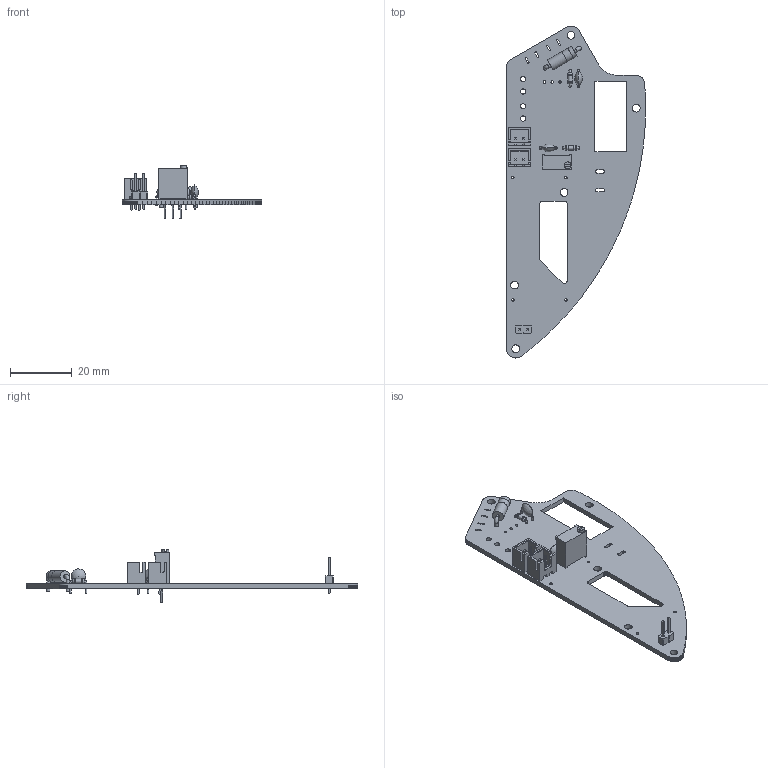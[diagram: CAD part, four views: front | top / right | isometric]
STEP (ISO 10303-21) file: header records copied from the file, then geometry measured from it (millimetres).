
FILE_DESCRIPTION(('KiCad electronic assembly'),'2;1');
FILE_NAME('PowerSuplyUnit.step','2023-12-23T20:01:59',('Pcbnew'),( 'Kicad'),'Open CASCADE STEP processor 7.7','KiCad to STEP converter' ,'Unknown');
FILE_SCHEMA(('AUTOMOTIVE_DESIGN { 1 0 10303 214 1 1 1 1 }'));
Length unit declared in the file: millimetre
Products named in the file (14): PowerSuplyUnit 1; D_5W_P12.70mm_Horizontal; SOLID; JST_XH_B2B-XH-A_1x02_P2.50mm_Vertical; C_Disc_D4.7mm_W2.5mm_P5.00mm; R_Axial_DIN0204_L3.6mm_D1.6mm_P5.08mm_Horizontal; Potentiometer_Bourns_3296W_Vertical; PinHeader_1x02_P2.54mm_Vertical; PowerSuplyUnit PCB
Assembly tree (16 placements, depth 3):
  PowerSuplyUnit 1
    D_5W_P12.70mm_Horizontal
      SOLID
    JST_XH_B2B-XH-A_1x02_P2.50mm_Vertical  x2
      SOLID
    C_Disc_D4.7mm_W2.5mm_P5.00mm  x2
      SOLID
    R_Axial_DIN0204_L3.6mm_D1.6mm_P5.08mm_Horizontal  x2
      SOLID
    Potentiometer_Bourns_3296W_Vertical
      SOLID
    PinHeader_1x02_P2.54mm_Vertical
      SOLID
    PowerSuplyUnit PCB
Bounding box: 45 x 107.33 x 17.07 mm (x, y, z)
Volume: 5633 mm3; surface area: 8405.6 mm2
Topology: 10 solids, 10 shells, 649 faces, 1757 edges, 1152 vertices
Faces by surface type: plane 559, cylinder 72, torus 10, revolution 4, sphere 4
Full cylindrical faces by diameter (mm): 0.5 x12, 0.51 x3, 0.7 x4, 0.8 x14, 1 x6, 1.1 x4, 1.4 x2, 1.44 x2, 1.6 x4, 1.7 x4, 2.19 x1, 2.5 x5, 3.7 x2, 3.72 x1
Entity records: 39320 total; most frequent: CARTESIAN_POINT 8287, DIRECTION 5295, LINE 3894, VECTOR 3894, ORIENTED_EDGE 2936, PCURVE 2936, DEFINITIONAL_REPRESENTATION 2936, EDGE_CURVE 1468
